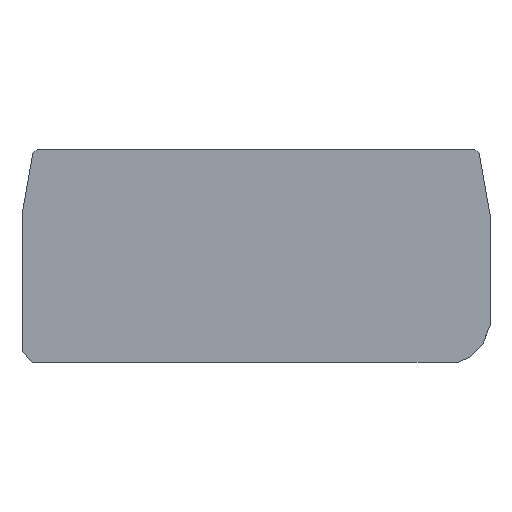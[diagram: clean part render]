
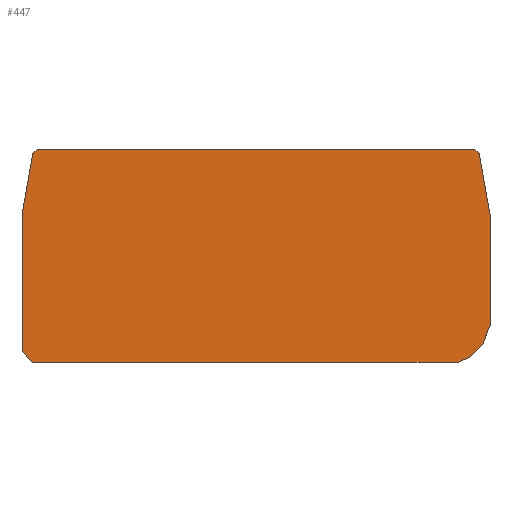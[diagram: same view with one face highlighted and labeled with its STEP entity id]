
A CAD part, top view. The second image highlights one B-rep face of the part: STEP entity #447.
In plain terms, the highlighted free-form (B-spline) face has degree [1, 1] with [2, 2] control points.
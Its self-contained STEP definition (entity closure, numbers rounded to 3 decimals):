
#39=CARTESIAN_POINT('',(-20.655,14.,2.2));
#40=VERTEX_POINT('',#39);
#56=CARTESIAN_POINT('',(-21.148,13.587,2.2));
#57=VERTEX_POINT('',#56);
#63=CARTESIAN_POINT('',(-21.148,13.587,2.2));
#64=CARTESIAN_POINT('',(-21.075,14.,2.2));
#65=CARTESIAN_POINT('',(-20.655,14.,2.2));
#66=(BOUNDED_CURVE()B_SPLINE_CURVE(2,(#63,#64,#65),.CIRCULAR_ARC.,.F.,.U.)B_SPLINE_CURVE_WITH_KNOTS((3,3),(0.,1.),.UNSPECIFIED.)CURVE()GEOMETRIC_REPRESENTATION_ITEM()RATIONAL_B_SPLINE_CURVE((1.,0.766,1.))REPRESENTATION_ITEM(''));
#67=EDGE_CURVE('',#57,#40,#66,.T.);
#83=CARTESIAN_POINT('',(-22.4,-9.4,2.2));
#84=VERTEX_POINT('',#83);
#100=CARTESIAN_POINT('',(-21.2,-10.6,2.2));
#101=VERTEX_POINT('',#100);
#107=CARTESIAN_POINT('',(-21.2,-10.6,2.2));
#108=CARTESIAN_POINT('',(-22.4,-10.6,2.2));
#109=CARTESIAN_POINT('',(-22.4,-9.4,2.2));
#110=(BOUNDED_CURVE()B_SPLINE_CURVE(2,(#107,#108,#109),.CIRCULAR_ARC.,.F.,.U.)B_SPLINE_CURVE_WITH_KNOTS((3,3),(0.,1.),.UNSPECIFIED.)CURVE()GEOMETRIC_REPRESENTATION_ITEM()RATIONAL_B_SPLINE_CURVE((1.,0.707,1.))REPRESENTATION_ITEM(''));
#111=EDGE_CURVE('',#101,#84,#110,.T.);
#129=CARTESIAN_POINT('',(-22.4,6.501,2.2));
#130=VERTEX_POINT('',#129);
#136=CARTESIAN_POINT('',(-22.4,6.501,2.2));
#137=CARTESIAN_POINT('',(-21.148,13.587,2.2));
#138=B_SPLINE_CURVE_WITH_KNOTS('',1,(#136,#137),.POLYLINE_FORM.,.F.,.U.,(2,2),(0.,1.),.UNSPECIFIED.);
#139=EDGE_CURVE('',#130,#57,#138,.T.);
#156=CARTESIAN_POINT('',(-22.4,-9.4,2.2));
#157=CARTESIAN_POINT('',(-22.4,6.501,2.2));
#158=B_SPLINE_CURVE_WITH_KNOTS('',1,(#156,#157),.POLYLINE_FORM.,.F.,.U.,(2,2),(0.,1.),.UNSPECIFIED.);
#159=EDGE_CURVE('',#84,#130,#158,.T.);
#183=CARTESIAN_POINT('',(30.548,13.587,2.2));
#184=VERTEX_POINT('',#183);
#200=CARTESIAN_POINT('',(30.055,14.,2.2));
#201=VERTEX_POINT('',#200);
#207=CARTESIAN_POINT('',(30.055,14.,2.2));
#208=CARTESIAN_POINT('',(30.475,14.,2.2));
#209=CARTESIAN_POINT('',(30.548,13.587,2.2));
#210=(BOUNDED_CURVE()B_SPLINE_CURVE(2,(#207,#208,#209),.CIRCULAR_ARC.,.F.,.U.)B_SPLINE_CURVE_WITH_KNOTS((3,3),(0.,1.),.UNSPECIFIED.)CURVE()GEOMETRIC_REPRESENTATION_ITEM()RATIONAL_B_SPLINE_CURVE((1.,0.766,1.))REPRESENTATION_ITEM(''));
#211=EDGE_CURVE('',#201,#184,#210,.T.);
#221=CARTESIAN_POINT('',(31.8,6.501,2.2));
#222=VERTEX_POINT('',#221);
#236=CARTESIAN_POINT('',(30.548,13.587,2.2));
#237=CARTESIAN_POINT('',(31.8,6.501,2.2));
#238=B_SPLINE_CURVE_WITH_KNOTS('',1,(#236,#237),.POLYLINE_FORM.,.F.,.U.,(2,2),(0.,1.),.UNSPECIFIED.);
#239=EDGE_CURVE('',#184,#222,#238,.T.);
#263=CARTESIAN_POINT('',(28.102,-10.6,2.2));
#264=VERTEX_POINT('',#263);
#280=CARTESIAN_POINT('',(29.55,-9.979,2.2));
#281=VERTEX_POINT('',#280);
#287=CARTESIAN_POINT('',(29.55,-9.979,2.2));
#288=CARTESIAN_POINT('',(28.959,-10.6,2.2));
#289=CARTESIAN_POINT('',(28.102,-10.6,2.2));
#290=(BOUNDED_CURVE()B_SPLINE_CURVE(2,(#287,#288,#289),.CIRCULAR_ARC.,.F.,.U.)B_SPLINE_CURVE_WITH_KNOTS((3,3),(0.,1.),.UNSPECIFIED.)CURVE()GEOMETRIC_REPRESENTATION_ITEM()RATIONAL_B_SPLINE_CURVE((1.,0.919,1.))REPRESENTATION_ITEM(''));
#291=EDGE_CURVE('',#281,#264,#290,.T.);
#309=CARTESIAN_POINT('',(30.959,-8.5,2.2));
#310=VERTEX_POINT('',#309);
#316=CARTESIAN_POINT('',(30.959,-8.5,2.2));
#317=CARTESIAN_POINT('',(29.55,-9.979,2.2));
#318=B_SPLINE_CURVE_WITH_KNOTS('',1,(#316,#317),.POLYLINE_FORM.,.F.,.U.,(2,2),(0.,1.),.UNSPECIFIED.);
#319=EDGE_CURVE('',#310,#281,#318,.T.);
#352=CARTESIAN_POINT('',(31.8,-6.397,2.2));
#353=VERTEX_POINT('',#352);
#359=CARTESIAN_POINT('',(31.8,-6.397,2.2));
#360=CARTESIAN_POINT('',(31.8,-7.617,2.2));
#361=CARTESIAN_POINT('',(30.959,-8.5,2.2));
#362=(BOUNDED_CURVE()B_SPLINE_CURVE(2,(#359,#360,#361),.CIRCULAR_ARC.,.F.,.U.)B_SPLINE_CURVE_WITH_KNOTS((3,3),(0.,1.),.UNSPECIFIED.)CURVE()GEOMETRIC_REPRESENTATION_ITEM()RATIONAL_B_SPLINE_CURVE((1.,0.928,1.))REPRESENTATION_ITEM(''));
#363=EDGE_CURVE('',#353,#310,#362,.T.);
#380=CARTESIAN_POINT('',(31.8,6.501,2.2));
#381=CARTESIAN_POINT('',(31.8,-6.397,2.2));
#382=B_SPLINE_CURVE_WITH_KNOTS('',1,(#380,#381),.POLYLINE_FORM.,.F.,.U.,(2,2),(0.,1.),.UNSPECIFIED.);
#383=EDGE_CURVE('',#222,#353,#382,.T.);
#400=CARTESIAN_POINT('',(-20.655,14.,2.2));
#401=CARTESIAN_POINT('',(30.055,14.,2.2));
#402=B_SPLINE_CURVE_WITH_KNOTS('',1,(#400,#401),.POLYLINE_FORM.,.F.,.U.,(2,2),(0.,1.),.UNSPECIFIED.);
#403=EDGE_CURVE('',#40,#201,#402,.T.);
#420=CARTESIAN_POINT('',(28.102,-10.6,2.2));
#421=CARTESIAN_POINT('',(-21.2,-10.6,2.2));
#422=B_SPLINE_CURVE_WITH_KNOTS('',1,(#420,#421),.POLYLINE_FORM.,.F.,.U.,(2,2),(0.,1.),.UNSPECIFIED.);
#423=EDGE_CURVE('',#264,#101,#422,.T.);
#428=CARTESIAN_POINT('',(7750.878,-7730.916,2.2));
#429=CARTESIAN_POINT('',(-6836.142,-7730.916,2.2));
#430=CARTESIAN_POINT('',(7750.878,6972.91,2.2));
#431=CARTESIAN_POINT('',(-6836.142,6972.91,2.2));
#432=B_SPLINE_SURFACE_WITH_KNOTS('',1,1,((#428,#429),(#430,#431)),.PLANE_SURF.,.F.,.F.,.U.,(2,2),(2,2),(0.,1.),(0.,1.),.UNSPECIFIED.);
#433=ORIENTED_EDGE('',*,*,#67,.F.);
#434=ORIENTED_EDGE('',*,*,#139,.F.);
#435=ORIENTED_EDGE('',*,*,#159,.F.);
#436=ORIENTED_EDGE('',*,*,#111,.F.);
#437=ORIENTED_EDGE('',*,*,#423,.F.);
#438=ORIENTED_EDGE('',*,*,#291,.F.);
#439=ORIENTED_EDGE('',*,*,#319,.F.);
#440=ORIENTED_EDGE('',*,*,#363,.F.);
#441=ORIENTED_EDGE('',*,*,#383,.F.);
#442=ORIENTED_EDGE('',*,*,#239,.F.);
#443=ORIENTED_EDGE('',*,*,#211,.F.);
#444=ORIENTED_EDGE('',*,*,#403,.F.);
#445=EDGE_LOOP('',(#433,#434,#435,#436,#437,#438,#439,#440,#441,#442,#443,#444));
#446=FACE_OUTER_BOUND('',#445,.T.);
#447=ADVANCED_FACE('',(#446),#432,.T.);
